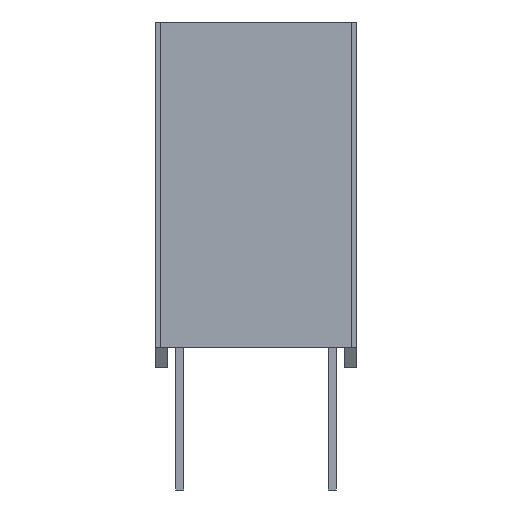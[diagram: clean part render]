
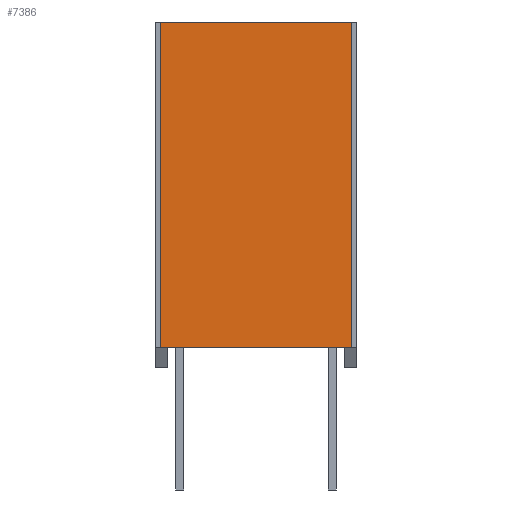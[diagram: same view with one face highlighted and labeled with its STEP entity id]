
A CAD part, left-side view. The second image highlights one B-rep face of the part: STEP entity #7386.
In plain terms, the highlighted planar face has unit normal (-1, 0, 0).
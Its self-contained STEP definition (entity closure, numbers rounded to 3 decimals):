
#46=DIRECTION('',(0.,-1.,0.));
#47=VECTOR('',#46,4.775);
#48=CARTESIAN_POINT('',(-19.05,2.388,0.));
#49=LINE('',#48,#47);
#530=DIRECTION('',(0.,0.,1.));
#531=VECTOR('',#530,8.128);
#532=CARTESIAN_POINT('',(-19.05,2.388,-8.128));
#533=LINE('',#532,#531);
#534=DIRECTION('',(0.,0.,1.));
#535=VECTOR('',#534,8.128);
#536=CARTESIAN_POINT('',(-19.05,-2.388,-8.128));
#537=LINE('',#536,#535);
#1466=DIRECTION('',(0.,-1.,0.));
#1467=VECTOR('',#1466,4.775);
#1468=CARTESIAN_POINT('',(-19.05,2.388,-8.128));
#1469=LINE('',#1468,#1467);
#5426=CARTESIAN_POINT('',(-19.05,2.388,0.));
#5428=VERTEX_POINT('',#5426);
#5436=CARTESIAN_POINT('',(-19.05,-2.388,0.));
#5437=VERTEX_POINT('',#5436);
#5450=CARTESIAN_POINT('',(-19.05,2.388,-8.128));
#5452=VERTEX_POINT('',#5450);
#5460=CARTESIAN_POINT('',(-19.05,-2.388,-8.128));
#5461=VERTEX_POINT('',#5460);
#7373=CARTESIAN_POINT('',(-19.05,2.515,0.));
#7374=DIRECTION('',(-1.,0.,0.));
#7375=DIRECTION('',(0.,-1.,0.));
#7376=AXIS2_PLACEMENT_3D('',#7373,#7374,#7375);
#7377=PLANE('',#7376);
#7378=ORIENTED_EDGE('',*,*,#7364,.T.);
#7379=ORIENTED_EDGE('',*,*,#7053,.T.);
#7381=ORIENTED_EDGE('',*,*,#7380,.F.);
#7383=ORIENTED_EDGE('',*,*,#7382,.F.);
#7384=EDGE_LOOP('',(#7378,#7379,#7381,#7383));
#7385=FACE_OUTER_BOUND('',#7384,.F.);
#7053=EDGE_CURVE('',#5428,#5437,#49,.T.);
#7364=EDGE_CURVE('',#5452,#5428,#533,.T.);
#7380=EDGE_CURVE('',#5461,#5437,#537,.T.);
#7382=EDGE_CURVE('',#5452,#5461,#1469,.T.);
#7386=ADVANCED_FACE('',(#7385),#7377,.T.);
